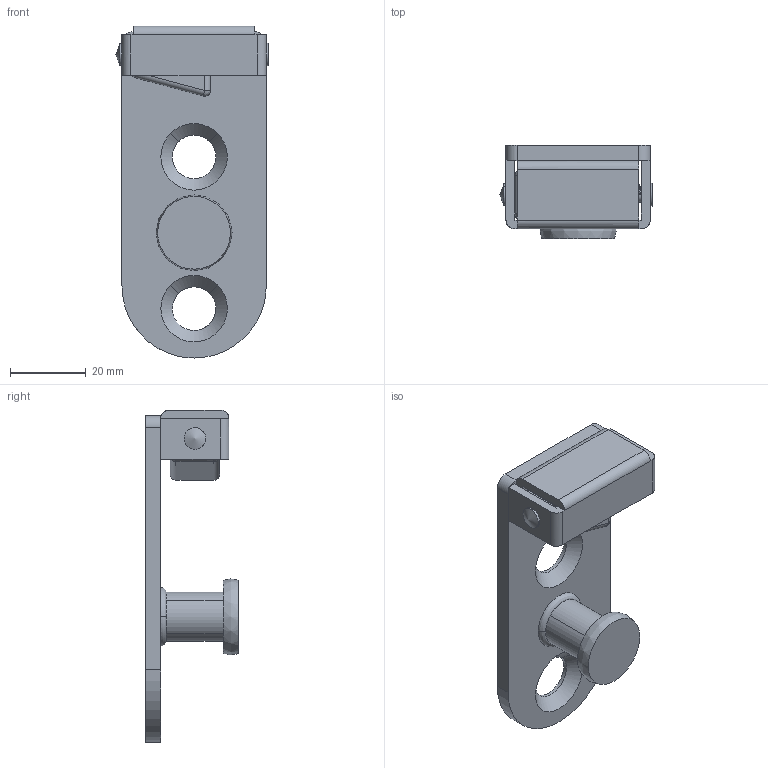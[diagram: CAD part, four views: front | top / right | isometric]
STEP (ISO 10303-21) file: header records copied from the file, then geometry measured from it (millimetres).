
FILE_DESCRIPTION((''),'2;1');
FILE_NAME('','2006-02-22T15:33:44',(''),(''),'','CADfix','');
FILE_SCHEMA(('AUTOMOTIVE_DESIGN'));
Length unit declared in the file: millimetre
Products named in the file (7): spring_mr; slider_mr; pin_B_mr; pin_A_mr; housing_mr; base_mr; THA_297_2R_14024_36
Assembly tree (6 placements, depth 2):
  THA_297_2R_14024_36
    spring_mr
    slider_mr
    pin_B_mr
    pin_A_mr
    housing_mr
    base_mr
Bounding box: 40.1 x 24.5 x 87.5 mm (x, y, z)
Volume: 21962 mm3; surface area: 14960.2 mm2
Topology: 6 solids, 6 shells, 110 faces, 374 edges, 283 vertices
Faces by surface type: bspline 110
Entity records: 8669 total; most frequent: CARTESIAN_POINT 6288, ORIENTED_EDGE 748, EDGE_CURVE 374, VERTEX_POINT 283, B_SPLINE_CURVE_WITH_KNOTS 249, EDGE_LOOP 129, QUASI_UNIFORM_CURVE 123, FACE_OUTER_BOUND 110
